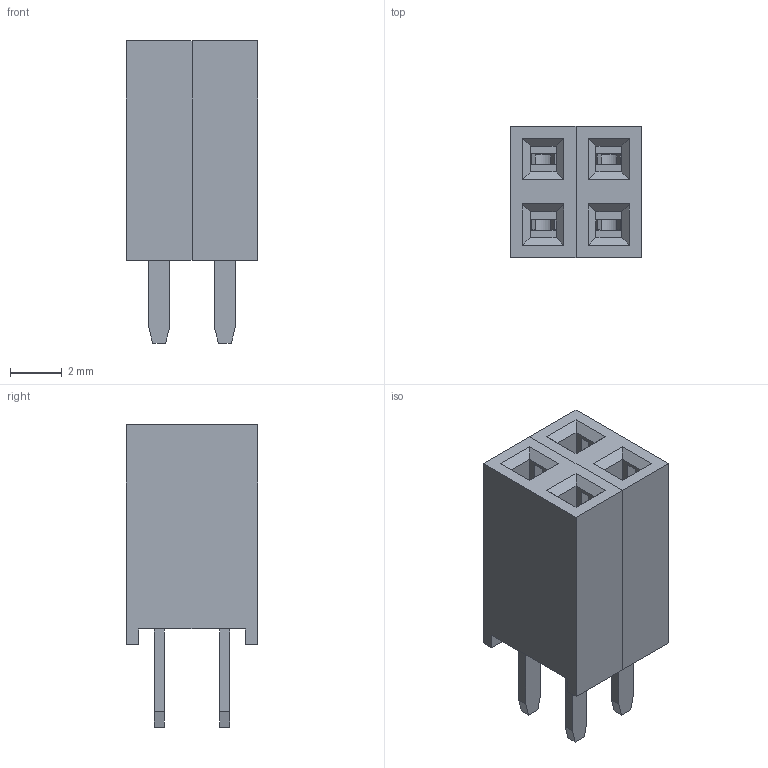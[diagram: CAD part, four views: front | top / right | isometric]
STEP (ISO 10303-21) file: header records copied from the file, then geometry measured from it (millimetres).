
FILE_DESCRIPTION (( 'STEP AP214' ), '1' );
FILE_NAME ('33F7EDCC-8FC5-4101-9F3D-48AC777E8FBE.STEP', '2024-03-29T03:17:54', ( '' ), ( '' ), 'SwSTEP 2.0', 'SolidWorks 2022', '' );
FILE_SCHEMA (( 'AUTOMOTIVE_DESIGN' ));
Length unit declared in the file: millimetre
Products named in the file (1): 33F7EDCC-8FC5-4101-9F3D-48AC777E8FBE
Bounding box: 5.08 x 5.08 x 11.7 mm (x, y, z)
Volume: 180 mm3; surface area: 598.4 mm2
Topology: 2 solids, 2 shells, 172 faces, 488 edges, 320 vertices
Faces by surface type: plane 168, cylinder 4
Entity records: 7419 total; most frequent: CARTESIAN_POINT 981, ORIENTED_EDGE 976, DIRECTION 842, EDGE_CURVE 488, LINE 480, VECTOR 480, VERTEX_POINT 320, EDGE_LOOP 188
